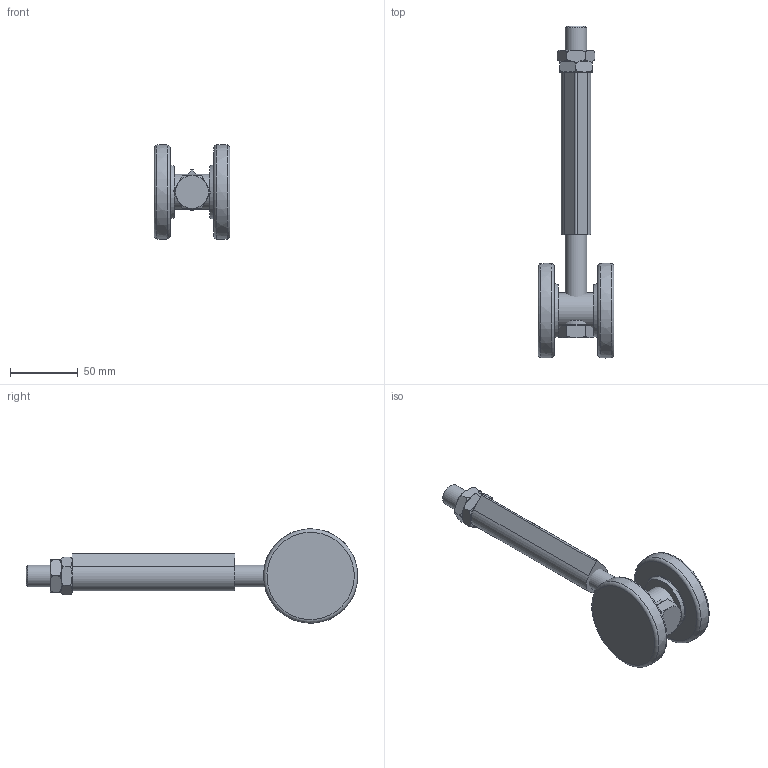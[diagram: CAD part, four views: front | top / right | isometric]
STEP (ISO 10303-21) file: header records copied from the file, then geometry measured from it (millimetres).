
FILE_DESCRIPTION(/* description */ (''),/* implementation_level */ '2;1');
FILE_NAME(/* name */ '0582SOE.stp',/* time_stamp */ '2022-05-16T10:45:54+02:00',/* author */ ('Giuliano'),/* organization */ (''),/* preprocessor_version */ 'ST-DEVELOPER v18.1',/* originating_system */ 'Autodesk Inventor 2021',/* authorisation */ '');
FILE_SCHEMA (('AUTOMOTIVE_DESIGN { 1 0 10303 214 3 1 1 }'));
Length unit declared in the file: millimetre
Products named in the file (1): Pièce1
Bounding box: 56 x 245 x 69.99 mm (x, y, z)
Volume: 233087.4 mm3; surface area: 58877.2 mm2
Topology: 18 solids, 28 shells, 167 faces, 417 edges, 280 vertices
Faces by surface type: plane 74, torus 46, cylinder 18, sphere 16, cone 11, bspline 2
Full cylindrical faces by diameter (mm): 11.8 x2, 16 x1, 17.216 x4, 22 x1, 22.784 x4, 23 x1, 26 x1, 28 x2
Entity records: 5919 total; most frequent: CARTESIAN_POINT 1525, DIRECTION 1001, ORIENTED_EDGE 850, AXIS2_PLACEMENT_3D 450, EDGE_CURVE 425, VERTEX_POINT 328, CIRCLE 284, EDGE_LOOP 185
